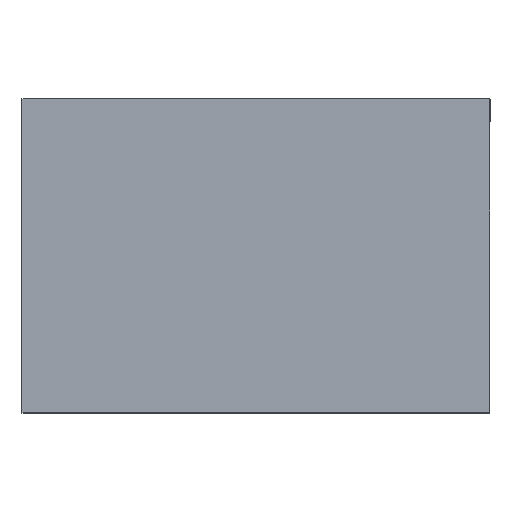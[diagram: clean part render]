
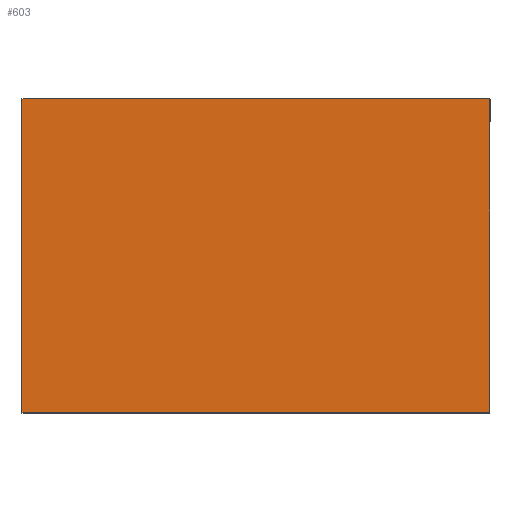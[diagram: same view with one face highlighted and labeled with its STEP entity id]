
A CAD part, top view. The second image highlights one B-rep face of the part: STEP entity #603.
In plain terms, the highlighted planar face has unit normal (0, 0, 1).
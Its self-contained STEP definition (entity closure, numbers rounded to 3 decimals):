
#41=LINE($,#919,#113);
#44=LINE($,#925,#116);
#47=LINE($,#931,#119);
#50=LINE($,#935,#122);
#113=VECTOR($,#754,8.05);
#116=VECTOR($,#759,12.);
#119=VECTOR($,#764,8.05);
#122=VECTOR($,#769,12.);
#188=PLANE($,#663);
#232=FACE_OUTER_BOUND($,#276,.T.);
#276=EDGE_LOOP($,(#503,#504,#505,#506));
#321=VERTEX_POINT($,#916);
#322=VERTEX_POINT($,#918);
#324=VERTEX_POINT($,#924);
#326=VERTEX_POINT($,#930);
#381=EDGE_CURVE($,#322,#321,#41,.T.);
#384=EDGE_CURVE($,#324,#322,#44,.T.);
#387=EDGE_CURVE($,#326,#324,#47,.T.);
#390=EDGE_CURVE($,#321,#326,#50,.T.);
#503=ORIENTED_EDGE($,*,*,#390,.T.);
#504=ORIENTED_EDGE($,*,*,#387,.T.);
#505=ORIENTED_EDGE($,*,*,#384,.T.);
#506=ORIENTED_EDGE($,*,*,#381,.T.);
#603=ADVANCED_FACE($,(#232),#188,.T.);
#663=AXIS2_PLACEMENT_3D($,#937,#772,#773);
#754=DIRECTION($,(0.,-1.,0.));
#759=DIRECTION($,(-1.,0.,0.));
#764=DIRECTION($,(0.,1.,0.));
#769=DIRECTION($,(1.,0.,0.));
#772=DIRECTION('center_axis',(0.,0.,1.));
#773=DIRECTION('ref_axis',(1.,0.,0.));
#916=CARTESIAN_POINT('',(-6.,-2.25,10.7));
#918=CARTESIAN_POINT('',(-6.,5.8,10.7));
#919=CARTESIAN_POINT($,(-6.,-2.25,10.7));
#924=CARTESIAN_POINT('',(6.,5.8,10.7));
#925=CARTESIAN_POINT($,(-6.,5.8,10.7));
#930=CARTESIAN_POINT('',(6.,-2.25,10.7));
#931=CARTESIAN_POINT($,(6.,5.8,10.7));
#935=CARTESIAN_POINT($,(6.,-2.25,10.7));
#937=CARTESIAN_POINT('Origin',(0.,1.775,10.7));
